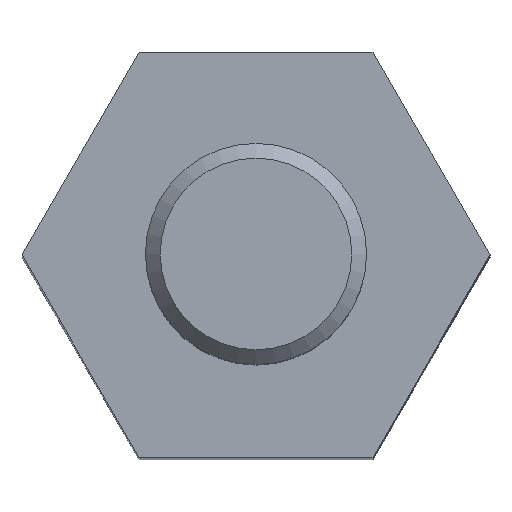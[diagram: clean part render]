
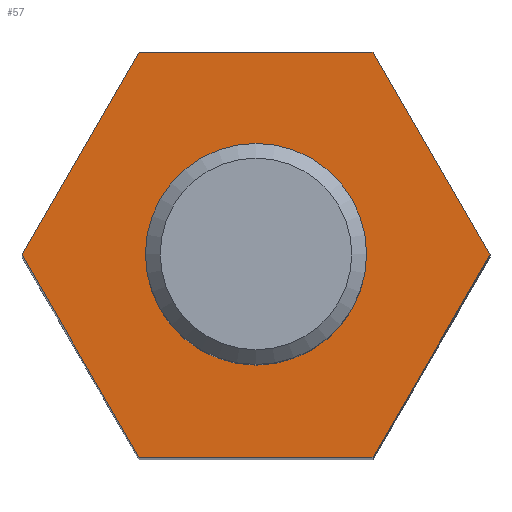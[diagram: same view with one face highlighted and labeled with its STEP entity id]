
A CAD part, top view. The second image highlights one B-rep face of the part: STEP entity #57.
In plain terms, the highlighted planar face has unit normal (0, 0, 1).
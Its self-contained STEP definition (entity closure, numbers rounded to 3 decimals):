
#57 = ADVANCED_FACE( '', ( #130, #131 ), #132, .T. );
#130 = FACE_BOUND( '', #224, .T. );
#131 = FACE_OUTER_BOUND( '', #225, .T. );
#132 = PLANE( '', #226 );
#224 = EDGE_LOOP( '', ( #326 ) );
#225 = EDGE_LOOP( '', ( #327, #328, #329, #330, #331, #332 ) );
#226 = AXIS2_PLACEMENT_3D( '', #333, #334, #335 );
#326 = ORIENTED_EDGE( '', *, *, #496, .T. );
#327 = ORIENTED_EDGE( '', *, *, #497, .T. );
#328 = ORIENTED_EDGE( '', *, *, #498, .T. );
#329 = ORIENTED_EDGE( '', *, *, #499, .T. );
#330 = ORIENTED_EDGE( '', *, *, #500, .T. );
#331 = ORIENTED_EDGE( '', *, *, #492, .T. );
#332 = ORIENTED_EDGE( '', *, *, #501, .T. );
#333 = CARTESIAN_POINT( '', ( 0., 0., 20. ) );
#334 = DIRECTION( '', ( 0., 0., 1. ) );
#335 = DIRECTION( '', ( 1., 0., 0. ) );
#492 = EDGE_CURVE( '', #567, #565, #568, .T. );
#496 = EDGE_CURVE( '', #573, #573, #574, .F. );
#497 = EDGE_CURVE( '', #575, #576, #577, .T. );
#498 = EDGE_CURVE( '', #576, #578, #579, .T. );
#499 = EDGE_CURVE( '', #578, #580, #581, .T. );
#500 = EDGE_CURVE( '', #580, #567, #582, .T. );
#501 = EDGE_CURVE( '', #565, #575, #583, .T. );
#565 = VERTEX_POINT( '', #672 );
#567 = VERTEX_POINT( '', #675 );
#568 = LINE( '', #676, #677 );
#573 = VERTEX_POINT( '', #688 );
#574 = CIRCLE( '', #689, 1.267 );
#575 = VERTEX_POINT( '', #690 );
#576 = VERTEX_POINT( '', #691 );
#577 = LINE( '', #692, #693 );
#578 = VERTEX_POINT( '', #694 );
#579 = LINE( '', #695, #696 );
#580 = VERTEX_POINT( '', #697 );
#581 = LINE( '', #698, #699 );
#582 = LINE( '', #700, #701 );
#583 = LINE( '', #702, #703 );
#672 = CARTESIAN_POINT( '', ( 3.175, 0., 20. ) );
#675 = CARTESIAN_POINT( '', ( 1.588, -2.75, 20. ) );
#676 = CARTESIAN_POINT( '', ( 1.588, -2.75, 20. ) );
#677 = VECTOR( '', #841, 1000. );
#688 = CARTESIAN_POINT( '', ( 1.267, 0., 20. ) );
#689 = AXIS2_PLACEMENT_3D( '', #843, #844, #845 );
#690 = CARTESIAN_POINT( '', ( 1.588, 2.75, 20. ) );
#691 = CARTESIAN_POINT( '', ( -1.588, 2.75, 20. ) );
#692 = CARTESIAN_POINT( '', ( 1.588, 2.75, 20. ) );
#693 = VECTOR( '', #846, 1000. );
#694 = CARTESIAN_POINT( '', ( -3.175, 0., 20. ) );
#695 = CARTESIAN_POINT( '', ( -1.588, 2.75, 20. ) );
#696 = VECTOR( '', #847, 1000. );
#697 = CARTESIAN_POINT( '', ( -1.588, -2.75, 20. ) );
#698 = CARTESIAN_POINT( '', ( -3.175, 0., 20. ) );
#699 = VECTOR( '', #848, 1000. );
#700 = CARTESIAN_POINT( '', ( -1.588, -2.75, 20. ) );
#701 = VECTOR( '', #849, 1000. );
#702 = CARTESIAN_POINT( '', ( 3.175, 0., 20. ) );
#703 = VECTOR( '', #850, 1000. );
#841 = DIRECTION( '', ( 0.5, 0.866, 0. ) );
#843 = CARTESIAN_POINT( '', ( 0., 0., 20. ) );
#844 = DIRECTION( '', ( 0., 0., 1. ) );
#845 = DIRECTION( '', ( 1., 0., 0. ) );
#846 = DIRECTION( '', ( -1., 0., 0. ) );
#847 = DIRECTION( '', ( -0.5, -0.866, 0. ) );
#848 = DIRECTION( '', ( 0.5, -0.866, 0. ) );
#849 = DIRECTION( '', ( 1., 0., 0. ) );
#850 = DIRECTION( '', ( -0.5, 0.866, 0. ) );
